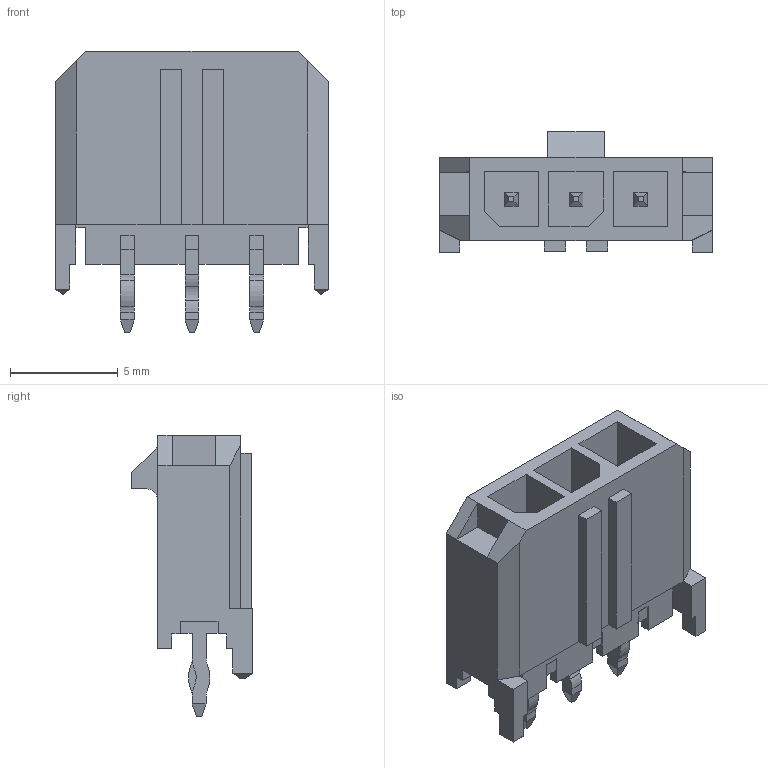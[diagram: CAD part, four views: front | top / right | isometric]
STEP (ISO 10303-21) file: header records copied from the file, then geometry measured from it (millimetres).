
FILE_DESCRIPTION( ( '' ), ' ' );
FILE_NAME( '5b10e67dc5fa990c4c5edb80.step', '2018-06-01T06:23:57', ( '' ), ( '' ), ' ', ' ', ' ' );
FILE_SCHEMA( ( 'AUTOMOTIVE_DESIGN { 1 0 10303 214 1 1 1 1 }' ) );
Length unit declared in the file: metre
Products named in the file (12): Open CASCADE STEP translator 6.8 2; Open CASCADE STEP translator 6.8 1
Bounding box: 12.65 x 5.61 x 13.08 mm (x, y, z)
Volume: 324.7 mm3; surface area: 762.3 mm2
Topology: 2 solids, 2 shells, 247 faces, 664 edges, 438 vertices
Faces by surface type: plane 228, cylinder 19
Entity records: 12986 total; most frequent: CARTESIAN_POINT 1361, ORIENTED_EDGE 1308, DIRECTION 1230, STYLED_ITEM 911, PRESENTATION_STYLE_ASSIGNMENT 911, COLOUR_RGB 911, CURVE_STYLE 664, DRAUGHTING_PRE_DEFINED_CURVE_FONT 664
